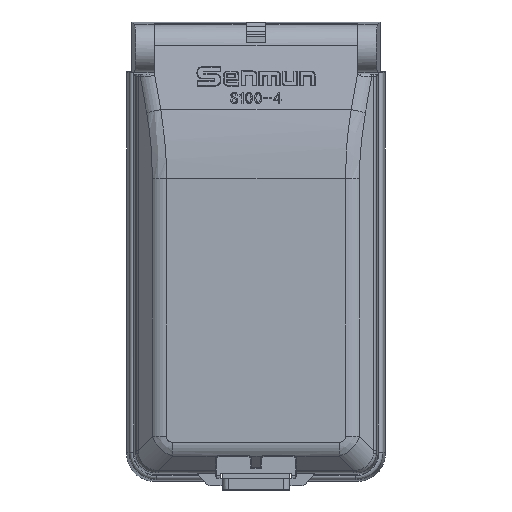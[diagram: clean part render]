
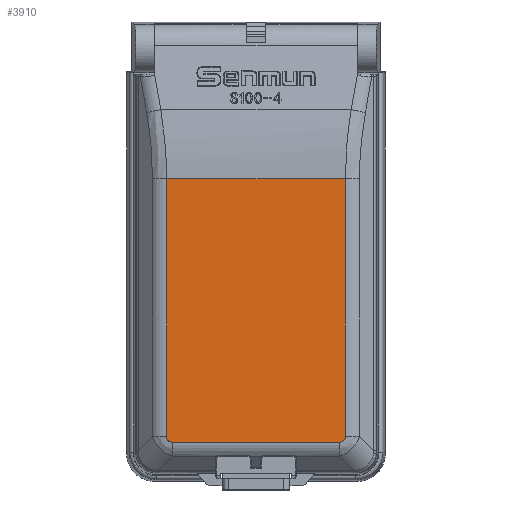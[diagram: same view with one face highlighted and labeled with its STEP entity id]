
A CAD part, top view. The second image highlights one B-rep face of the part: STEP entity #3910.
In plain terms, the highlighted planar face has unit normal (0, 0, 1).
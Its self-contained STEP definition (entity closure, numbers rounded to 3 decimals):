
#198=ELLIPSE('',#26827,3.637,2.1);
#199=ELLIPSE('',#26828,3.637,2.1);
#2605=FACE_OUTER_BOUND('',#11758,.T.);
#3910=ADVANCED_FACE('',(#2605),#5271,.F.);
#5271=PLANE('',#26829);
#6989=LINE('',#52851,#9232);
#6990=LINE('',#52853,#9233);
#6991=LINE('',#52855,#9234);
#6992=LINE('',#52859,#9235);
#9232=VECTOR('',#29181,1.);
#9233=VECTOR('',#29182,1.);
#9234=VECTOR('',#29183,1.);
#9235=VECTOR('',#29186,1.);
#11758=EDGE_LOOP('',(#13917,#13918,#13919,#13920,#13921,#13922));
#13917=ORIENTED_EDGE('',*,*,#23028,.T.);
#13918=ORIENTED_EDGE('',*,*,#23029,.T.);
#13919=ORIENTED_EDGE('',*,*,#23030,.T.);
#13920=ORIENTED_EDGE('',*,*,#23031,.T.);
#13921=ORIENTED_EDGE('',*,*,#23032,.T.);
#13922=ORIENTED_EDGE('',*,*,#23033,.T.);
#20648=VERTEX_POINT('',#52849);
#20649=VERTEX_POINT('',#52850);
#20650=VERTEX_POINT('',#52852);
#20651=VERTEX_POINT('',#52854);
#20652=VERTEX_POINT('',#52856);
#20653=VERTEX_POINT('',#52858);
#23028=EDGE_CURVE('',#20648,#20649,#198,.T.);
#23029=EDGE_CURVE('',#20649,#20650,#6989,.T.);
#23030=EDGE_CURVE('',#20650,#20651,#6990,.T.);
#23031=EDGE_CURVE('',#20651,#20652,#6991,.T.);
#23032=EDGE_CURVE('',#20652,#20653,#199,.T.);
#23033=EDGE_CURVE('',#20653,#20648,#6992,.T.);
#26827=AXIS2_PLACEMENT_3D('',#52848,#29179,#29180);
#26828=AXIS2_PLACEMENT_3D('',#52857,#29184,#29185);
#26829=AXIS2_PLACEMENT_3D('',#52860,#29187,#29188);
#29179=DIRECTION('',(0.,0.,1.));
#29180=DIRECTION('',(0.707,-0.707,0.));
#29181=DIRECTION('',(0.,1.,0.));
#29182=DIRECTION('',(-1.,0.,0.));
#29183=DIRECTION('',(0.,-1.,0.));
#29184=DIRECTION('',(0.,0.,1.));
#29185=DIRECTION('',(-0.707,-0.707,0.));
#29186=DIRECTION('',(1.,0.,0.));
#29187=DIRECTION('',(0.,0.,-1.));
#29188=DIRECTION('',(-1.,0.,0.));
#52848=CARTESIAN_POINT('',(224.907,-209.489,22.));
#52849=CARTESIAN_POINT('',(226.392,-212.459,22.));
#52850=CARTESIAN_POINT('',(227.877,-210.974,22.));
#52851=CARTESIAN_POINT('',(227.877,0.,22.));
#52852=CARTESIAN_POINT('',(227.877,-146.279,22.));
#52853=CARTESIAN_POINT('',(0.,-146.279,22.));
#52854=CARTESIAN_POINT('',(182.919,-146.279,22.));
#52855=CARTESIAN_POINT('',(182.919,0.,22.));
#52856=CARTESIAN_POINT('',(182.919,-210.974,22.));
#52857=CARTESIAN_POINT('',(185.889,-209.489,22.));
#52858=CARTESIAN_POINT('',(184.404,-212.459,22.));
#52859=CARTESIAN_POINT('',(0.,-212.459,22.));
#52860=CARTESIAN_POINT('',(0.,0.,22.));
